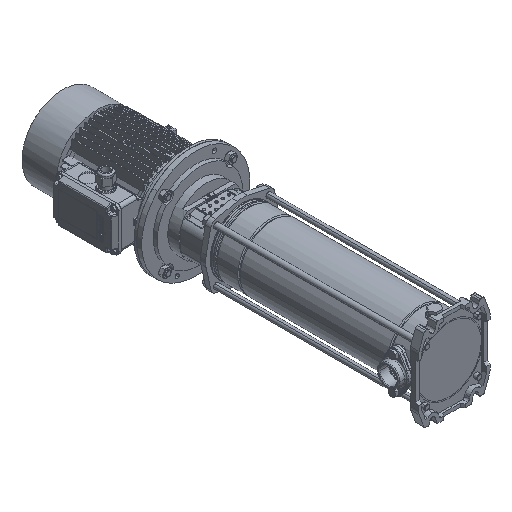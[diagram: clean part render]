
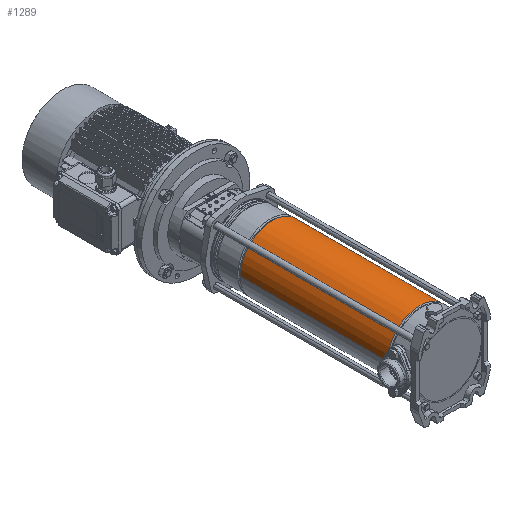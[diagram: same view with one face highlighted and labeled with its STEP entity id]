
A CAD part, isometric view. The second image highlights one B-rep face of the part: STEP entity #1289.
In plain terms, the highlighted cylindrical face has radius 74.4 mm (diameter 148.8 mm), a partial arc.
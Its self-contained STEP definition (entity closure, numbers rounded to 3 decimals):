
#1289 = ADVANCED_FACE ( 'NONE', ( #15311 ), #8624, .T. ) ;
#1954 = DIRECTION ( 'NONE',  ( 0., 0., -1. ) ) ;
#2729 = DIRECTION ( 'NONE',  ( 0., 0., -1. ) ) ;
#7002 = CARTESIAN_POINT ( 'NONE',  ( 74.4, 0., 67.336 ) ) ;
#7125 = DIRECTION ( 'NONE',  ( 0., 0., -1. ) ) ;
#8151 = VERTEX_POINT ( 'NONE', #51269 ) ;
#8624 = CYLINDRICAL_SURFACE ( 'NONE', #68991, 74.4 ) ;
#10951 = EDGE_CURVE ( 'NONE', #8151, #55972, #31442, .T. ) ;
#11936 = EDGE_CURVE ( 'NONE', #46701, #55972, #22712, .T. ) ;
#12310 = EDGE_CURVE ( 'NONE', #72672, #46701, #24797, .T. ) ;
#15311 = FACE_OUTER_BOUND ( 'NONE', #72683, .T. ) ;
#17951 = AXIS2_PLACEMENT_3D ( 'NONE', #34442, #58369, #28560 ) ;
#22712 = CIRCLE ( 'NONE', #66560, 74.4 ) ;
#24797 = LINE ( 'NONE', #35792, #43143 ) ;
#26018 = CARTESIAN_POINT ( 'NONE',  ( 74.4, 0., 407.664 ) ) ;
#26514 = ORIENTED_EDGE ( 'NONE', *, *, #53846, .T. ) ;
#28560 = DIRECTION ( 'NONE',  ( -1., 0., 0. ) ) ;
#29618 = DIRECTION ( 'NONE',  ( -1., 0., 0. ) ) ;
#30778 = DIRECTION ( 'NONE',  ( 0., 0., -1. ) ) ;
#31442 = LINE ( 'NONE', #49451, #73983 ) ;
#31584 = ORIENTED_EDGE ( 'NONE', *, *, #11936, .F. ) ;
#34442 = CARTESIAN_POINT ( 'NONE',  ( 0., 0., 407.664 ) ) ;
#35792 = CARTESIAN_POINT ( 'NONE',  ( 74.4, 0., 0. ) ) ;
#43143 = VECTOR ( 'NONE', #7125, 1000. ) ;
#46701 = VERTEX_POINT ( 'NONE', #7002 ) ;
#49451 = CARTESIAN_POINT ( 'NONE',  ( -74.4, 0., 0. ) ) ;
#51269 = CARTESIAN_POINT ( 'NONE',  ( -74.4, 0., 407.664 ) ) ;
#53846 = EDGE_CURVE ( 'NONE', #72672, #8151, #76802, .T. ) ;
#54327 = CARTESIAN_POINT ( 'NONE',  ( 0., 0., 67.336 ) ) ;
#55060 = CARTESIAN_POINT ( 'NONE',  ( 0., 0., 0. ) ) ;
#55972 = VERTEX_POINT ( 'NONE', #74915 ) ;
#58369 = DIRECTION ( 'NONE',  ( 0., 0., -1. ) ) ;
#61493 = ORIENTED_EDGE ( 'NONE', *, *, #10951, .T. ) ;
#65524 = ORIENTED_EDGE ( 'NONE', *, *, #12310, .F. ) ;
#66560 = AXIS2_PLACEMENT_3D ( 'NONE', #54327, #30778, #29618 ) ;
#66814 = DIRECTION ( 'NONE',  ( -1., 0., 0. ) ) ;
#68991 = AXIS2_PLACEMENT_3D ( 'NONE', #55060, #2729, #66814 ) ;
#72672 = VERTEX_POINT ( 'NONE', #26018 ) ;
#72683 = EDGE_LOOP ( 'NONE', ( #65524, #26514, #61493, #31584 ) ) ;
#73983 = VECTOR ( 'NONE', #1954, 1000. ) ;
#74915 = CARTESIAN_POINT ( 'NONE',  ( -74.4, 0., 67.336 ) ) ;
#76802 = CIRCLE ( 'NONE', #17951, 74.4 ) ;
